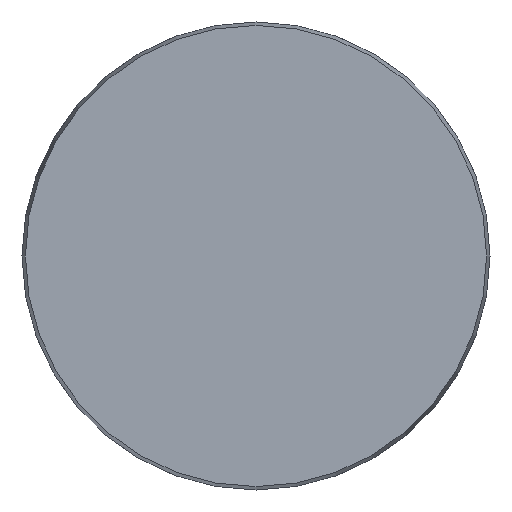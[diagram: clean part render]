
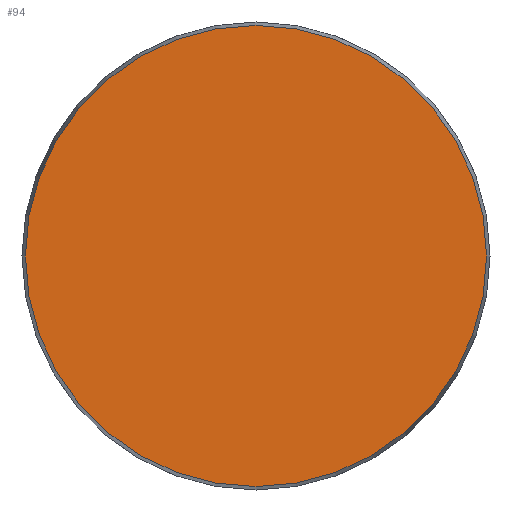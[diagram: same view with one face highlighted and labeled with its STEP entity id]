
A CAD part, front view. The second image highlights one B-rep face of the part: STEP entity #94.
In plain terms, the highlighted planar face has unit normal (0, -1, 0).
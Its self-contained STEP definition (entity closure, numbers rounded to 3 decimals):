
#1 = DIRECTION ( 'NONE',  ( 0., 1., 0. ) ) ;
#19 = VERTEX_POINT ( 'NONE', #457 ) ;
#29 = DIRECTION ( 'NONE',  ( 0., 0., -1. ) ) ;
#60 = AXIS2_PLACEMENT_3D ( 'NONE', #66, #429, #29 ) ;
#66 = CARTESIAN_POINT ( 'NONE',  ( 0., 0., 0. ) ) ;
#94 = ADVANCED_FACE ( 'NONE', ( #108 ), #265, .F. ) ;
#108 = FACE_OUTER_BOUND ( 'NONE', #120, .T. ) ;
#120 = EDGE_LOOP ( 'NONE', ( #502 ) ) ;
#199 = AXIS2_PLACEMENT_3D ( 'NONE', #224, #1, #490 ) ;
#224 = CARTESIAN_POINT ( 'NONE',  ( -38.425, 0., 0. ) ) ;
#246 = EDGE_CURVE ( 'NONE', #19, #19, #292, .T. ) ;
#265 = PLANE ( 'NONE',  #199 ) ;
#292 = CIRCLE ( 'NONE', #60, 38.425 ) ;
#429 = DIRECTION ( 'NONE',  ( 0., -1., 0. ) ) ;
#457 = CARTESIAN_POINT ( 'NONE',  ( 0., 0., -38.425 ) ) ;
#490 = DIRECTION ( 'NONE',  ( 0., 0., 1. ) ) ;
#502 = ORIENTED_EDGE ( 'NONE', *, *, #246, .T. ) ;
